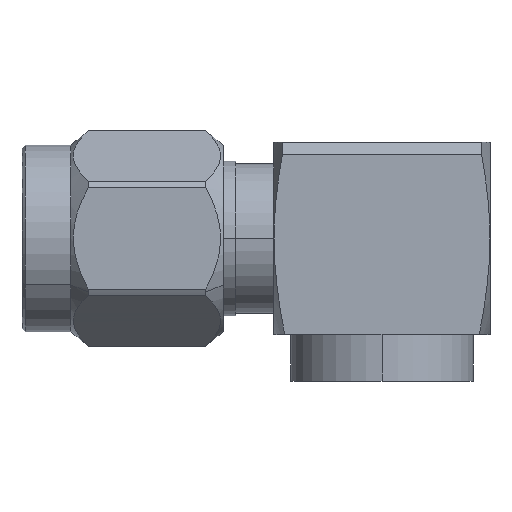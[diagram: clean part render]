
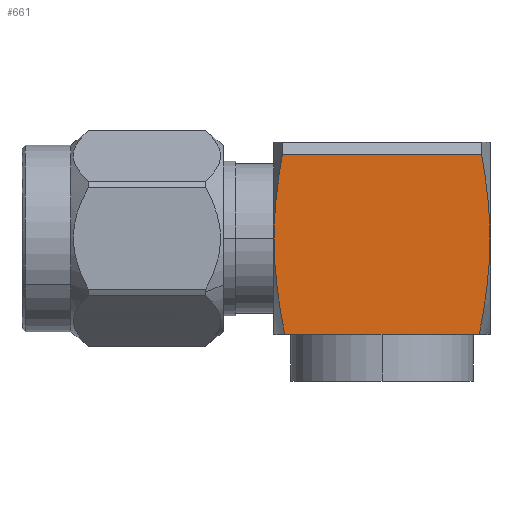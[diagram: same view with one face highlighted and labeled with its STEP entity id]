
A CAD part, top view. The second image highlights one B-rep face of the part: STEP entity #661.
In plain terms, the highlighted planar face has unit normal (0, 0, 1).
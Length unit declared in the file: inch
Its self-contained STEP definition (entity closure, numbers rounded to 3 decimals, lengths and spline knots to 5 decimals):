
#124 = CARTESIAN_POINT ( 'NONE',  ( 0.17084, 0.09184, 0.15748 ) ) ;
#140 = ORIENTED_EDGE ( 'NONE', *, *, #2003, .T. ) ;
#210 = PLANE ( 'NONE',  #4515 ) ;
#291 = CARTESIAN_POINT ( 'NONE',  ( -0.15969, -0.15748, 0.15748 ) ) ;
#377 = EDGE_CURVE ( 'NONE', #4006, #4406, #2456, .T. ) ;
#539 = CARTESIAN_POINT ( 'NONE',  ( 0., 0., 0.15748 ) ) ;
#627 = CARTESIAN_POINT ( 'NONE',  ( -0.17532, -0.05263, 0.15748 ) ) ;
#661 = ADVANCED_FACE ( 'NONE', ( #2230 ), #210, .F. ) ;
#689 = CARTESIAN_POINT ( 'NONE',  ( 0.16902, -0.10514, 0.15748 ) ) ;
#852 = CARTESIAN_POINT ( 'NONE',  ( 0.17717, 0., 0.15748 ) ) ;
#930 = EDGE_CURVE ( 'NONE', #1546, #4546, #3954, .T. ) ;
#951 = VERTEX_POINT ( 'NONE', #2882 ) ;
#1028 = CARTESIAN_POINT ( 'NONE',  ( -0.17717, 0., 0.15748 ) ) ;
#1040 = B_SPLINE_CURVE_WITH_KNOTS ( 'NONE', 3,
 ( #4226, #3899, #627, #2495, #2113, #2850 ),
 .UNSPECIFIED., .F., .F.,
 ( 4, 2, 4 ),
 ( 0.02254, 0.02455, 0.02657 ),
 .UNSPECIFIED. ) ;
#1054 = ORIENTED_EDGE ( 'NONE', *, *, #2910, .T. ) ;
#1055 = CARTESIAN_POINT ( 'NONE',  ( 0.16463, -0.13139, 0.15748 ) ) ;
#1167 = EDGE_CURVE ( 'NONE', #951, #1546, #3582, .T. ) ;
#1305 = VECTOR ( 'NONE', #2784, 39.37008 ) ;
#1468 = DIRECTION ( 'NONE',  ( 1., 0., 0. ) ) ;
#1546 = VERTEX_POINT ( 'NONE', #2396 ) ;
#1818 = CARTESIAN_POINT ( 'NONE',  ( -0.17578, 0.04587, 0.15748 ) ) ;
#1911 = CARTESIAN_POINT ( 'NONE',  ( 0.17578, 0.04587, 0.15748 ) ) ;
#1979 = DIRECTION ( 'NONE',  ( 0., 0., -1. ) ) ;
#2003 = EDGE_CURVE ( 'NONE', #4406, #2006, #1040, .T. ) ;
#2006 = VERTEX_POINT ( 'NONE', #291 ) ;
#2113 = CARTESIAN_POINT ( 'NONE',  ( -0.16463, -0.13139, 0.15748 ) ) ;
#2230 = FACE_OUTER_BOUND ( 'NONE', #2309, .T. ) ;
#2285 = CARTESIAN_POINT ( 'NONE',  ( 0.16735, 0.11476, 0.15748 ) ) ;
#2296 = CARTESIAN_POINT ( 'NONE',  ( 0.16335, 0.13748, 0.15748 ) ) ;
#2309 = EDGE_LOOP ( 'NONE', ( #2505, #2740, #2395, #140, #1054, #2893 ) ) ;
#2320 = CARTESIAN_POINT ( 'NONE',  ( -0.16335, 0.13748, 0.15748 ) ) ;
#2395 = ORIENTED_EDGE ( 'NONE', *, *, #377, .T. ) ;
#2396 = CARTESIAN_POINT ( 'NONE',  ( 0.17717, 0., 0.15748 ) ) ;
#2408 = CARTESIAN_POINT ( 'NONE',  ( 0., 0.13748, 0.15748 ) ) ;
#2456 = B_SPLINE_CURVE_WITH_KNOTS ( 'NONE', 3,
 ( #2833, #4332, #4651, #1818, #2462, #1028 ),
 .UNSPECIFIED., .F., .F.,
 ( 4, 2, 4 ),
 ( 0.01903, 0.02078, 0.02254 ),
 .UNSPECIFIED. ) ;
#2462 = CARTESIAN_POINT ( 'NONE',  ( -0.17717, 0.02292, 0.15748 ) ) ;
#2490 = CARTESIAN_POINT ( 'NONE',  ( 0.17717, -0.02634, 0.15748 ) ) ;
#2495 = CARTESIAN_POINT ( 'NONE',  ( -0.16902, -0.10514, 0.15748 ) ) ;
#2505 = ORIENTED_EDGE ( 'NONE', *, *, #1167, .F. ) ;
#2666 = VECTOR ( 'NONE', #1468, 39.37008 ) ;
#2740 = ORIENTED_EDGE ( 'NONE', *, *, #3484, .T. ) ;
#2784 = DIRECTION ( 'NONE',  ( -1., 0., 0. ) ) ;
#2833 = CARTESIAN_POINT ( 'NONE',  ( -0.16335, 0.13748, 0.15748 ) ) ;
#2850 = CARTESIAN_POINT ( 'NONE',  ( -0.15969, -0.15748, 0.15748 ) ) ;
#2863 = CARTESIAN_POINT ( 'NONE',  ( 0.17532, -0.05263, 0.15748 ) ) ;
#2882 = CARTESIAN_POINT ( 'NONE',  ( 0.16335, 0.13748, 0.15748 ) ) ;
#2893 = ORIENTED_EDGE ( 'NONE', *, *, #930, .F. ) ;
#2910 = EDGE_CURVE ( 'NONE', #2006, #4546, #3338, .T. ) ;
#3000 = CARTESIAN_POINT ( 'NONE',  ( 0.15969, -0.15748, 0.15748 ) ) ;
#3180 = CARTESIAN_POINT ( 'NONE',  ( -0.17717, 0., 0.15748 ) ) ;
#3338 = LINE ( 'NONE', #4472, #2666 ) ;
#3484 = EDGE_CURVE ( 'NONE', #951, #4006, #4142, .T. ) ;
#3579 = CARTESIAN_POINT ( 'NONE',  ( 0.15969, -0.15748, 0.15748 ) ) ;
#3582 = B_SPLINE_CURVE_WITH_KNOTS ( 'NONE', 3,
 ( #2296, #2285, #124, #1911, #3760, #852 ),
 .UNSPECIFIED., .F., .F.,
 ( 4, 2, 4 ),
 ( 0.01903, 0.02078, 0.02254 ),
 .UNSPECIFIED. ) ;
#3646 = CARTESIAN_POINT ( 'NONE',  ( 0.17717, 0., 0.15748 ) ) ;
#3760 = CARTESIAN_POINT ( 'NONE',  ( 0.17717, 0.02292, 0.15748 ) ) ;
#3899 = CARTESIAN_POINT ( 'NONE',  ( -0.17717, -0.02634, 0.15748 ) ) ;
#3954 = B_SPLINE_CURVE_WITH_KNOTS ( 'NONE', 3,
 ( #3646, #2490, #2863, #689, #1055, #3579 ),
 .UNSPECIFIED., .F., .F.,
 ( 4, 2, 4 ),
 ( 0.02254, 0.02455, 0.02657 ),
 .UNSPECIFIED. ) ;
#4006 = VERTEX_POINT ( 'NONE', #2320 ) ;
#4142 = LINE ( 'NONE', #2408, #1305 ) ;
#4177 = DIRECTION ( 'NONE',  ( -1., 0., 0. ) ) ;
#4226 = CARTESIAN_POINT ( 'NONE',  ( -0.17717, 0., 0.15748 ) ) ;
#4332 = CARTESIAN_POINT ( 'NONE',  ( -0.16735, 0.11476, 0.15748 ) ) ;
#4406 = VERTEX_POINT ( 'NONE', #3180 ) ;
#4472 = CARTESIAN_POINT ( 'NONE',  ( -0.17717, -0.15748, 0.15748 ) ) ;
#4515 = AXIS2_PLACEMENT_3D ( 'NONE', #539, #1979, #4177 ) ;
#4546 = VERTEX_POINT ( 'NONE', #3000 ) ;
#4651 = CARTESIAN_POINT ( 'NONE',  ( -0.17084, 0.09184, 0.15748 ) ) ;
